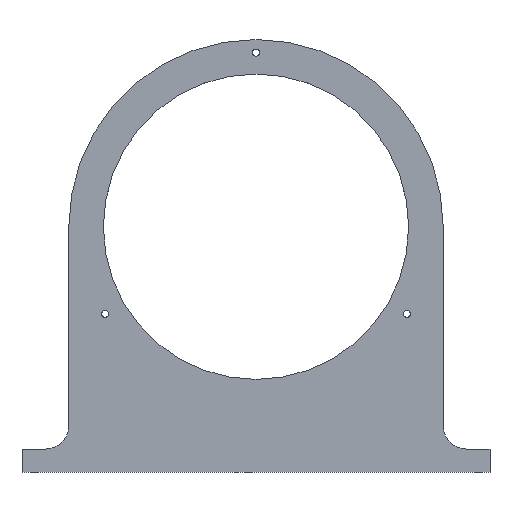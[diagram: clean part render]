
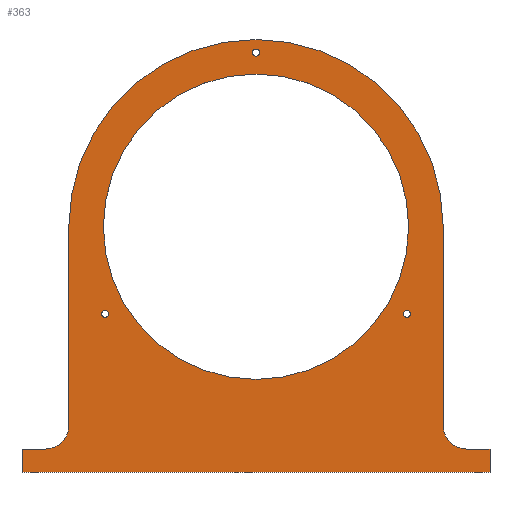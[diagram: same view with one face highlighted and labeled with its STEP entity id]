
A CAD part, top view. The second image highlights one B-rep face of the part: STEP entity #363.
In plain terms, the highlighted planar face has unit normal (0, 0, 1).
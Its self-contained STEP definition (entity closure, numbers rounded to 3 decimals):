
#19=FACE_BOUND('',#75,.T.);
#20=FACE_BOUND('',#76,.T.);
#21=FACE_BOUND('',#77,.T.);
#22=FACE_BOUND('',#78,.T.);
#34=PLANE('',#413);
#52=FACE_OUTER_BOUND('',#74,.T.);
#74=EDGE_LOOP('',(#310,#311,#312,#313,#314,#315,#316,#317,#318,#319));
#75=EDGE_LOOP('',(#320));
#76=EDGE_LOOP('',(#321));
#77=EDGE_LOOP('',(#322));
#78=EDGE_LOOP('',(#323));
#92=LINE('',#563,#122);
#96=LINE('',#575,#126);
#99=LINE('',#581,#129);
#102=LINE('',#587,#132);
#105=LINE('',#593,#135);
#108=LINE('',#599,#138);
#112=LINE('',#611,#142);
#122=VECTOR('',#463,10.);
#126=VECTOR('',#475,10.);
#129=VECTOR('',#480,10.);
#132=VECTOR('',#485,10.);
#135=VECTOR('',#490,10.);
#138=VECTOR('',#495,10.);
#142=VECTOR('',#507,10.);
#148=CIRCLE('',#386,1.5);
#150=CIRCLE('',#389,1.5);
#152=CIRCLE('',#392,1.5);
#154=CIRCLE('',#395,65.25);
#157=CIRCLE('',#400,10.);
#159=CIRCLE('',#408,10.);
#161=CIRCLE('',#412,80.);
#166=VERTEX_POINT('',#533);
#168=VERTEX_POINT('',#539);
#170=VERTEX_POINT('',#545);
#172=VERTEX_POINT('',#551);
#176=VERTEX_POINT('',#560);
#177=VERTEX_POINT('',#562);
#179=VERTEX_POINT('',#568);
#181=VERTEX_POINT('',#574);
#183=VERTEX_POINT('',#580);
#185=VERTEX_POINT('',#586);
#187=VERTEX_POINT('',#592);
#189=VERTEX_POINT('',#598);
#191=VERTEX_POINT('',#604);
#193=VERTEX_POINT('',#610);
#200=EDGE_CURVE('',#166,#166,#148,.T.);
#203=EDGE_CURVE('',#168,#168,#150,.T.);
#206=EDGE_CURVE('',#170,#170,#152,.T.);
#209=EDGE_CURVE('',#172,#172,#154,.T.);
#214=EDGE_CURVE('',#177,#176,#92,.T.);
#217=EDGE_CURVE('',#179,#177,#157,.T.);
#220=EDGE_CURVE('',#181,#179,#96,.T.);
#223=EDGE_CURVE('',#183,#181,#99,.T.);
#226=EDGE_CURVE('',#185,#183,#102,.T.);
#229=EDGE_CURVE('',#187,#185,#105,.T.);
#232=EDGE_CURVE('',#189,#187,#108,.T.);
#235=EDGE_CURVE('',#191,#189,#159,.T.);
#238=EDGE_CURVE('',#193,#191,#112,.T.);
#241=EDGE_CURVE('',#176,#193,#161,.T.);
#310=ORIENTED_EDGE('',*,*,#241,.T.);
#311=ORIENTED_EDGE('',*,*,#238,.T.);
#312=ORIENTED_EDGE('',*,*,#235,.T.);
#313=ORIENTED_EDGE('',*,*,#232,.T.);
#314=ORIENTED_EDGE('',*,*,#229,.T.);
#315=ORIENTED_EDGE('',*,*,#226,.T.);
#316=ORIENTED_EDGE('',*,*,#223,.T.);
#317=ORIENTED_EDGE('',*,*,#220,.T.);
#318=ORIENTED_EDGE('',*,*,#217,.T.);
#319=ORIENTED_EDGE('',*,*,#214,.T.);
#320=ORIENTED_EDGE('',*,*,#209,.T.);
#321=ORIENTED_EDGE('',*,*,#206,.T.);
#322=ORIENTED_EDGE('',*,*,#203,.T.);
#323=ORIENTED_EDGE('',*,*,#200,.T.);
#363=ADVANCED_FACE('',(#52,#19,#20,#21,#22),#34,.T.);
#386=AXIS2_PLACEMENT_3D('',#534,#433,#434);
#389=AXIS2_PLACEMENT_3D('',#540,#440,#441);
#392=AXIS2_PLACEMENT_3D('',#546,#447,#448);
#395=AXIS2_PLACEMENT_3D('',#552,#454,#455);
#400=AXIS2_PLACEMENT_3D('',#569,#469,#470);
#408=AXIS2_PLACEMENT_3D('',#605,#501,#502);
#412=AXIS2_PLACEMENT_3D('',#615,#513,#514);
#413=AXIS2_PLACEMENT_3D('',#616,#515,#516);
#433=DIRECTION('center_axis',(0.,0.,-1.));
#434=DIRECTION('ref_axis',(1.,0.,0.));
#440=DIRECTION('center_axis',(0.,0.,-1.));
#441=DIRECTION('ref_axis',(1.,0.,0.));
#447=DIRECTION('center_axis',(0.,0.,-1.));
#448=DIRECTION('ref_axis',(1.,0.,0.));
#454=DIRECTION('center_axis',(0.,0.,-1.));
#455=DIRECTION('ref_axis',(1.,0.,0.));
#463=DIRECTION('',(0.,1.,0.));
#469=DIRECTION('center_axis',(0.,0.,-1.));
#470=DIRECTION('ref_axis',(-1.,0.,0.));
#475=DIRECTION('',(-1.,0.,0.));
#480=DIRECTION('',(0.,1.,0.));
#485=DIRECTION('',(1.,0.,0.));
#490=DIRECTION('',(0.,-1.,0.));
#495=DIRECTION('',(-1.,0.,0.));
#501=DIRECTION('center_axis',(0.,0.,-1.));
#502=DIRECTION('ref_axis',(0.,-1.,0.));
#507=DIRECTION('',(0.,-1.,0.));
#513=DIRECTION('center_axis',(0.,0.,1.));
#514=DIRECTION('ref_axis',(1.,0.,0.));
#515=DIRECTION('center_axis',(0.,0.,1.));
#516=DIRECTION('ref_axis',(1.,0.,0.));
#533=CARTESIAN_POINT('',(-1.5,74.419,10.));
#534=CARTESIAN_POINT('Origin',(0.,74.419,10.));
#539=CARTESIAN_POINT('',(62.949,-37.21,10.));
#540=CARTESIAN_POINT('Origin',(64.449,-37.21,10.));
#545=CARTESIAN_POINT('',(-65.949,-37.21,10.));
#546=CARTESIAN_POINT('Origin',(-64.449,-37.21,10.));
#551=CARTESIAN_POINT('',(-65.25,0.,10.));
#552=CARTESIAN_POINT('Origin',(0.,0.,10.));
#560=CARTESIAN_POINT('',(80.,0.,10.));
#562=CARTESIAN_POINT('',(80.,-85.,10.));
#563=CARTESIAN_POINT('',(80.,-85.,10.));
#568=CARTESIAN_POINT('',(90.,-95.,10.));
#569=CARTESIAN_POINT('Origin',(90.,-85.,10.));
#574=CARTESIAN_POINT('',(100.,-95.,10.));
#575=CARTESIAN_POINT('',(90.,-95.,10.));
#580=CARTESIAN_POINT('',(100.,-105.,10.));
#581=CARTESIAN_POINT('',(100.,-95.,10.));
#586=CARTESIAN_POINT('',(-100.,-105.,10.));
#587=CARTESIAN_POINT('',(100.,-105.,10.));
#592=CARTESIAN_POINT('',(-100.,-95.,10.));
#593=CARTESIAN_POINT('',(-100.,-105.,10.));
#598=CARTESIAN_POINT('',(-90.,-95.,10.));
#599=CARTESIAN_POINT('',(-100.,-95.,10.));
#604=CARTESIAN_POINT('',(-80.,-85.,10.));
#605=CARTESIAN_POINT('Origin',(-90.,-85.,10.));
#610=CARTESIAN_POINT('',(-80.,0.,10.));
#611=CARTESIAN_POINT('',(-80.,0.,10.));
#615=CARTESIAN_POINT('Origin',(0.,0.,10.));
#616=CARTESIAN_POINT('Origin',(0.,-12.5,10.));
